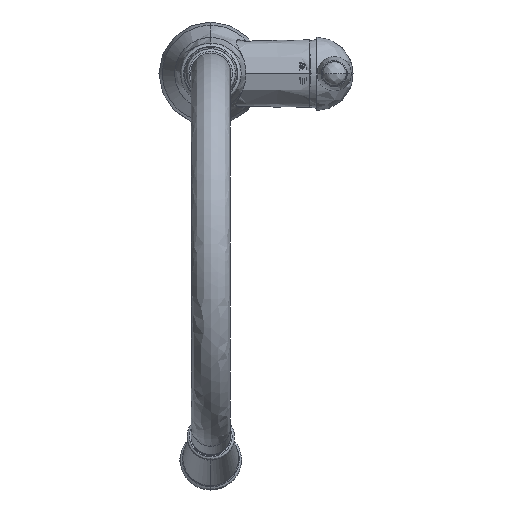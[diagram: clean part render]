
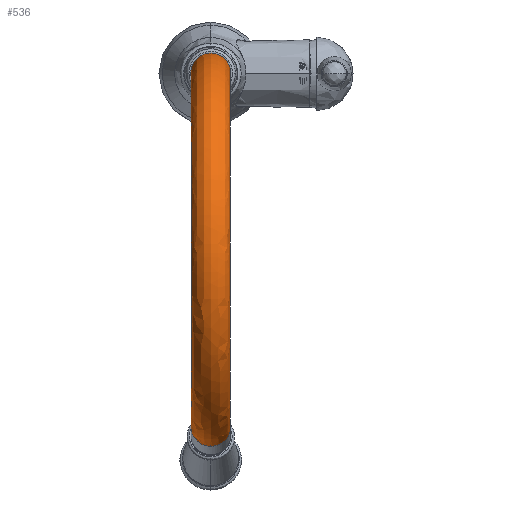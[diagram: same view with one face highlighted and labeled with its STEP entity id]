
A CAD part, top view. The second image highlights one B-rep face of the part: STEP entity #536.
In plain terms, the highlighted free-form (B-spline) face has degree [2, 2] with [9, 5] control points.
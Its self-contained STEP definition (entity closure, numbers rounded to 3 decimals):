
#536=ADVANCED_FACE('',(#1297),#12427,.T.);
#1297=FACE_OUTER_BOUND('',#2076,.T.);
#2076=EDGE_LOOP('',(#4274,#4275,#4276,#4277));
#4274=ORIENTED_EDGE('',*,*,#7436,.F.);
#4275=ORIENTED_EDGE('',*,*,#7435,.T.);
#4276=ORIENTED_EDGE('',*,*,#7450,.F.);
#4277=ORIENTED_EDGE('',*,*,#7451,.F.);
#7435=EDGE_CURVE('',#11176,#11175,#9982,.T.);
#7436=EDGE_CURVE('',#11176,#11186,#9983,.T.);
#7450=EDGE_CURVE('',#11184,#11175,#9993,.T.);
#7451=EDGE_CURVE('',#11186,#11184,#9994,.T.);
#9982=(
BOUNDED_CURVE()
B_SPLINE_CURVE(2,(#36144,#36145,#36146,#36147,#36148),.UNSPECIFIED.,.F.,
 .F.)
B_SPLINE_CURVE_WITH_KNOTS((3,2,3),(0.,158.389,316.777),
 .UNSPECIFIED.)
CURVE()
GEOMETRIC_REPRESENTATION_ITEM()
RATIONAL_B_SPLINE_CURVE((1.,0.752,1.,0.752,1.))
REPRESENTATION_ITEM('')
);
#9983=(
BOUNDED_CURVE()
B_SPLINE_CURVE(2,(#36149,#36150,#36151,#36152,#36153),.UNSPECIFIED.,.F.,
 .F.)
B_SPLINE_CURVE_WITH_KNOTS((3,2,3),(0.,18.85,37.699),
 .UNSPECIFIED.)
CURVE()
GEOMETRIC_REPRESENTATION_ITEM()
RATIONAL_B_SPLINE_CURVE((1.,0.707,1.,0.707,1.))
REPRESENTATION_ITEM('')
);
#9993=(
BOUNDED_CURVE()
B_SPLINE_CURVE(2,(#36203,#36204,#36205,#36206,#36207),.UNSPECIFIED.,.F.,
 .F.)
B_SPLINE_CURVE_WITH_KNOTS((3,2,3),(37.699,56.549,75.398),
 .UNSPECIFIED.)
CURVE()
GEOMETRIC_REPRESENTATION_ITEM()
RATIONAL_B_SPLINE_CURVE((1.,0.707,1.,0.707,1.))
REPRESENTATION_ITEM('')
);
#9994=(
BOUNDED_CURVE()
B_SPLINE_CURVE(2,(#36208,#36209,#36210,#36211,#36212),.UNSPECIFIED.,.F.,
 .F.)
B_SPLINE_CURVE_WITH_KNOTS((3,2,3),(0.,158.389,316.777),
 .UNSPECIFIED.)
CURVE()
GEOMETRIC_REPRESENTATION_ITEM()
RATIONAL_B_SPLINE_CURVE((1.,0.752,1.,0.752,1.))
REPRESENTATION_ITEM('')
);
#11175=VERTEX_POINT('',#36115);
#11176=VERTEX_POINT('',#36116);
#11184=VERTEX_POINT('',#36124);
#11186=VERTEX_POINT('',#36126);
#12427=(
BOUNDED_SURFACE()
B_SPLINE_SURFACE(2,2,((#36021,#36022,#36023,#36024,#36025),(#36026,#36027,
#36028,#36029,#36030),(#36031,#36032,#36033,#36034,#36035),(#36036,#36037,
#36038,#36039,#36040),(#36041,#36042,#36043,#36044,#36045),(#36046,#36047,
#36048,#36049,#36050),(#36051,#36052,#36053,#36054,#36055),(#36056,#36057,
#36058,#36059,#36060),(#36061,#36062,#36063,#36064,#36065)),
 .UNSPECIFIED.,.T.,.F.,.F.)
B_SPLINE_SURFACE_WITH_KNOTS((3,2,2,2,3),(3,2,3),(0.,172.788,345.575,
518.363,691.15),(0.,18.85,37.699),
 .UNSPECIFIED.)
GEOMETRIC_REPRESENTATION_ITEM()
RATIONAL_B_SPLINE_SURFACE(((1.,0.707,1.,0.707,1.),
(0.707,0.5,0.707,0.5,0.707),(1.,0.707,
1.,0.707,1.),(0.707,0.5,0.707,0.5,0.707),
(1.,0.707,1.,0.707,1.),(0.707,0.5,0.707,
0.5,0.707),(1.,0.707,1.,0.707,1.),(0.707,
0.5,0.707,0.5,0.707),(1.,0.707,1.,0.707,
1.)))
REPRESENTATION_ITEM('')
SURFACE()
);
#36021=CARTESIAN_POINT('',(0.,159.848,12.));
#36022=CARTESIAN_POINT('',(-12.,159.848,12.));
#36023=CARTESIAN_POINT('',(-12.,159.848,0.));
#36024=CARTESIAN_POINT('',(-12.,159.848,-12.));
#36025=CARTESIAN_POINT('',(0.,159.848,-12.));
#36026=CARTESIAN_POINT('',(0.,269.848,12.));
#36027=CARTESIAN_POINT('',(-12.,281.848,12.));
#36028=CARTESIAN_POINT('',(-12.,281.848,0.));
#36029=CARTESIAN_POINT('',(-12.,281.848,-12.));
#36030=CARTESIAN_POINT('',(0.,269.848,-12.));
#36031=CARTESIAN_POINT('',(110.,269.848,12.));
#36032=CARTESIAN_POINT('',(110.,281.848,12.));
#36033=CARTESIAN_POINT('',(110.,281.848,0.));
#36034=CARTESIAN_POINT('',(110.,281.848,-12.));
#36035=CARTESIAN_POINT('',(110.,269.848,-12.));
#36036=CARTESIAN_POINT('',(220.,269.848,12.));
#36037=CARTESIAN_POINT('',(232.,281.848,12.));
#36038=CARTESIAN_POINT('',(232.,281.848,0.));
#36039=CARTESIAN_POINT('',(232.,281.848,-12.));
#36040=CARTESIAN_POINT('',(220.,269.848,-12.));
#36041=CARTESIAN_POINT('',(220.,159.848,12.));
#36042=CARTESIAN_POINT('',(232.,159.848,12.));
#36043=CARTESIAN_POINT('',(232.,159.848,0.));
#36044=CARTESIAN_POINT('',(232.,159.848,-12.));
#36045=CARTESIAN_POINT('',(220.,159.848,-12.));
#36046=CARTESIAN_POINT('',(220.,49.848,12.));
#36047=CARTESIAN_POINT('',(232.,37.848,12.));
#36048=CARTESIAN_POINT('',(232.,37.848,0.));
#36049=CARTESIAN_POINT('',(232.,37.848,-12.));
#36050=CARTESIAN_POINT('',(220.,49.848,-12.));
#36051=CARTESIAN_POINT('',(110.,49.848,12.));
#36052=CARTESIAN_POINT('',(110.,37.848,12.));
#36053=CARTESIAN_POINT('',(110.,37.848,0.));
#36054=CARTESIAN_POINT('',(110.,37.848,-12.));
#36055=CARTESIAN_POINT('',(110.,49.848,-12.));
#36056=CARTESIAN_POINT('',(0.,49.848,12.));
#36057=CARTESIAN_POINT('',(-12.,37.848,12.));
#36058=CARTESIAN_POINT('',(-12.,37.848,0.));
#36059=CARTESIAN_POINT('',(-12.,37.848,-12.));
#36060=CARTESIAN_POINT('',(0.,49.848,-12.));
#36061=CARTESIAN_POINT('',(0.,159.848,12.));
#36062=CARTESIAN_POINT('',(-12.,159.848,12.));
#36063=CARTESIAN_POINT('',(-12.,159.848,0.));
#36064=CARTESIAN_POINT('',(-12.,159.848,-12.));
#36065=CARTESIAN_POINT('',(0.,159.848,-12.));
#36115=CARTESIAN_POINT('',(216.252,188.319,12.));
#36116=CARTESIAN_POINT('',(0.,159.848,12.));
#36124=CARTESIAN_POINT('',(216.252,188.319,-12.));
#36126=CARTESIAN_POINT('',(0.,159.848,-12.));
#36144=CARTESIAN_POINT('',(0.,159.848,12.));
#36145=CARTESIAN_POINT('',(0.,256.316,12.));
#36146=CARTESIAN_POINT('',(95.642,268.907,12.));
#36147=CARTESIAN_POINT('',(191.284,281.499,12.));
#36148=CARTESIAN_POINT('',(216.252,188.319,12.));
#36149=CARTESIAN_POINT('',(0.,159.848,12.));
#36150=CARTESIAN_POINT('',(-12.,159.848,12.));
#36151=CARTESIAN_POINT('',(-12.,159.848,0.));
#36152=CARTESIAN_POINT('',(-12.,159.848,-12.));
#36153=CARTESIAN_POINT('',(0.,159.848,-12.));
#36203=CARTESIAN_POINT('',(216.252,188.319,-12.));
#36204=CARTESIAN_POINT('',(227.843,191.424,-12.));
#36205=CARTESIAN_POINT('',(227.843,191.424,0.));
#36206=CARTESIAN_POINT('',(227.843,191.424,12.));
#36207=CARTESIAN_POINT('',(216.252,188.319,12.));
#36208=CARTESIAN_POINT('',(0.,159.848,-12.));
#36209=CARTESIAN_POINT('',(0.,256.316,-12.));
#36210=CARTESIAN_POINT('',(95.642,268.907,-12.));
#36211=CARTESIAN_POINT('',(191.284,281.499,-12.));
#36212=CARTESIAN_POINT('',(216.252,188.319,-12.));
